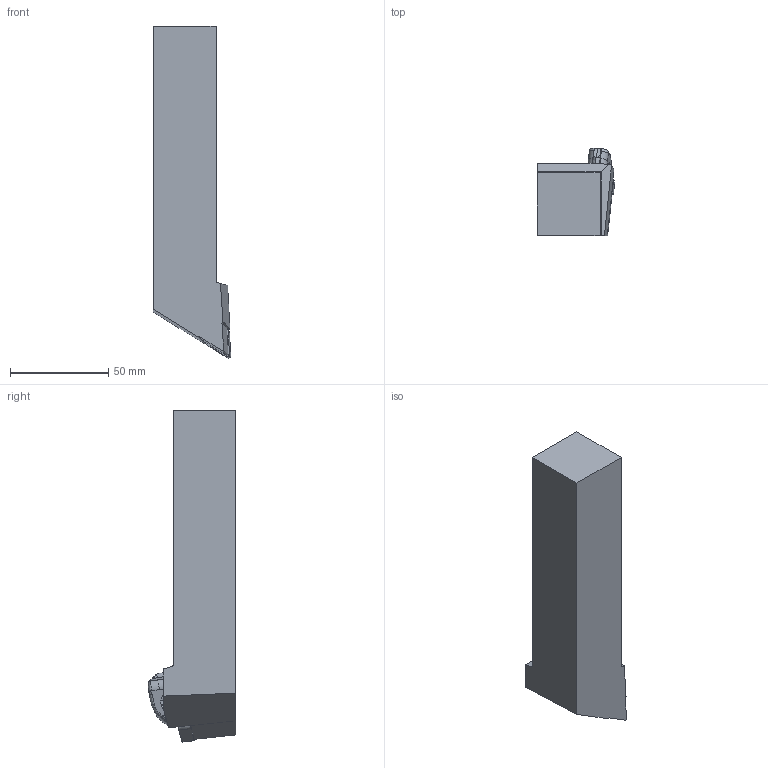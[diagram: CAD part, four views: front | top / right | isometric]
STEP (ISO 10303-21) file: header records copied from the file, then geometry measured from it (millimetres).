
FILE_DESCRIPTION(('CATIA V5 STEP','CAx-IF Rec.Pracs.--- Model Styling and Organization---1.2---2011-12-15'),'2;1');
FILE_NAME('3602716 DM.stp','2016-08-08T07:57:52+00:00',('none'),('none'),'CATIA Version 5 Release 21 SP 5 (IN-10)','CATIA V5 STEP AP214','none');
FILE_SCHEMA(('AUTOMOTIVE_DESIGN { 1 0 10303 214 1 1 1 1 }'));
Length unit declared in the file: millimetre
Products named in the file (1): DDJNL 3232P-15
Bounding box: 39.46 x 44.74 x 169.16 mm (x, y, z)
Volume: 168315 mm3; surface area: 24277.1 mm2
Topology: 1 solids, 1 shells, 197 faces, 513 edges, 317 vertices
Faces by surface type: bspline 107, plane 57, cylinder 27, torus 4, cone 2
Entity records: 10100 total; most frequent: CARTESIAN_POINT 6317, ORIENTED_EDGE 1022, EDGE_CURVE 511, DIRECTION 347, B_SPLINE_CURVE_WITH_KNOTS 340, VERTEX_POINT 317, EDGE_LOOP 198, ADVANCED_FACE 197
